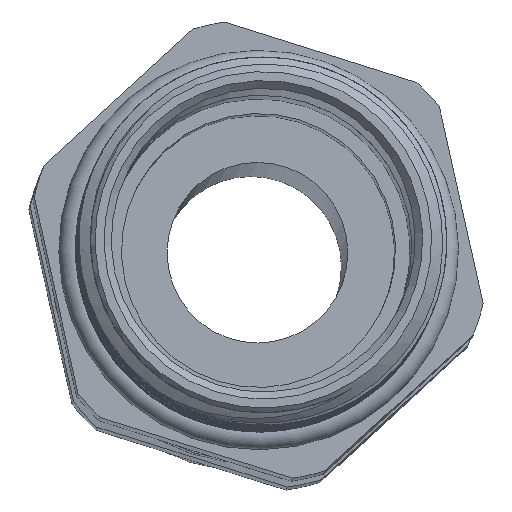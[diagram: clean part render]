
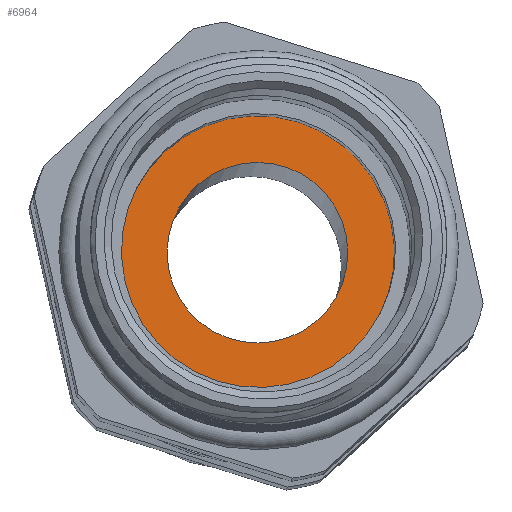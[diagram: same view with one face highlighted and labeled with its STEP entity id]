
A CAD part, front view. The second image highlights one B-rep face of the part: STEP entity #6964.
In plain terms, the highlighted face is planar.
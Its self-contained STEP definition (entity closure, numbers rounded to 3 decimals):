
#252=FACE_BOUND('',#1506,.T.);
#669=CIRCLE('',#7995,6.095);
#673=CIRCLE('',#8003,10.485);
#1066=FACE_OUTER_BOUND('',#1505,.T.);
#1505=EDGE_LOOP('',(#6335));
#1506=EDGE_LOOP('',(#6336));
#3122=VERTEX_POINT('',#16898);
#3126=VERTEX_POINT('',#16910);
#4192=EDGE_CURVE('',#3122,#3122,#669,.T.);
#4196=EDGE_CURVE('',#3126,#3126,#673,.T.);
#6335=ORIENTED_EDGE('',*,*,#4196,.T.);
#6336=ORIENTED_EDGE('',*,*,#4192,.F.);
#6571=PLANE('',#8004);
#6964=ADVANCED_FACE('',(#1066,#252),#6571,.T.);
#7995=AXIS2_PLACEMENT_3D('',#16899,#10183,#10184);
#8003=AXIS2_PLACEMENT_3D('',#16911,#10199,#10200);
#8004=AXIS2_PLACEMENT_3D('',#16912,#10201,#10202);
#10183=DIRECTION('center_axis',(1.,0.,0.));
#10184=DIRECTION('ref_axis',(0.,0.,-1.));
#10199=DIRECTION('center_axis',(1.,0.,0.));
#10200=DIRECTION('ref_axis',(0.,0.,-1.));
#10201=DIRECTION('center_axis',(1.,0.,0.));
#10202=DIRECTION('ref_axis',(0.,0.,-1.));
#16898=CARTESIAN_POINT('',(0.,6.095,0.));
#16899=CARTESIAN_POINT('Origin',(0.,0.,0.));
#16910=CARTESIAN_POINT('',(0.,10.485,0.));
#16911=CARTESIAN_POINT('Origin',(0.,0.,0.));
#16912=CARTESIAN_POINT('Origin',(0.,6.095,0.));
